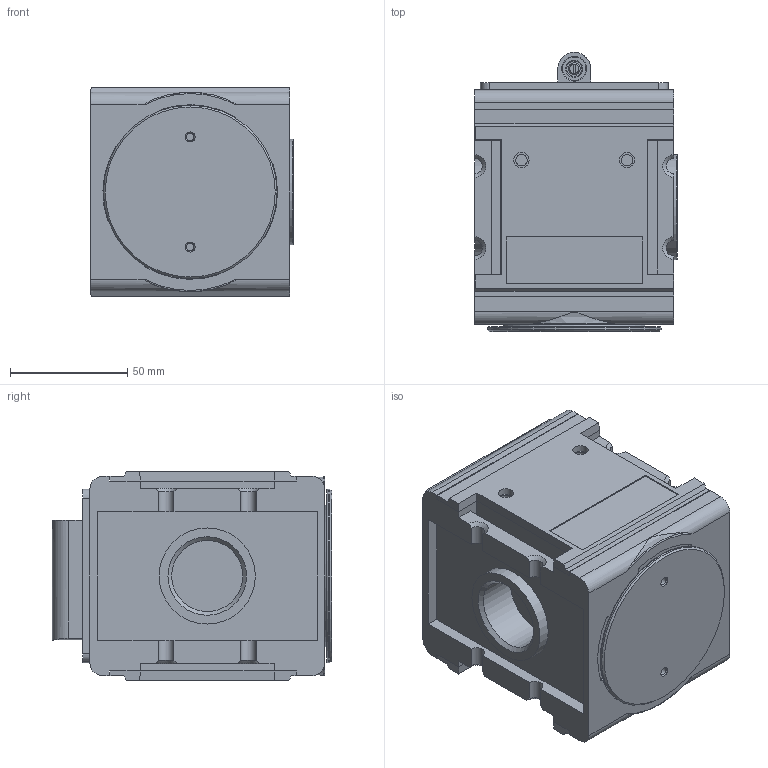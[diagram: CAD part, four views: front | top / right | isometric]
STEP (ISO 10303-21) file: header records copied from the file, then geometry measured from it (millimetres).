
FILE_DESCRIPTION( ( 'STEP AP203' ), ' ' );
FILE_NAME( '9.4045.400.stp', '2017-04-11T08:00:52', ( '' ), ( '' ), ' ', 'PARTsolutions', ' ' );
FILE_SCHEMA( ( 'CONFIG_CONTROL_DESIGN' ) );
Length unit declared in the file: millimetre
Products named in the file (2): 9.4045.400; _A.45 F-P1
Assembly tree (1 placements, depth 2):
  9.4045.400
    _A.45 F-P1
Bounding box: 86.5 x 119 x 89 mm (x, y, z)
Volume: 689124.2 mm3; surface area: 70364.9 mm2
Topology: 1 solids, 1 shells, 256 faces, 640 edges, 415 vertices
Faces by surface type: plane 158, cylinder 75, cone 17, torus 6
Full cylindrical faces by diameter (mm): 3.2 x2, 3.92 x1, 4.917 x4, 5 x1, 6.5 x5, 10 x1, 30.291 x2, 36.2 x1, 41 x2, 45 x1, 60 x1, 74 x1
Entity records: 7582 total; most frequent: CARTESIAN_POINT 1404, DIRECTION 1279, ORIENTED_EDGE 1206, EDGE_CURVE 603, AXIS2_PLACEMENT_3D 433, LINE 413, VECTOR 413, VERTEX_POINT 412
